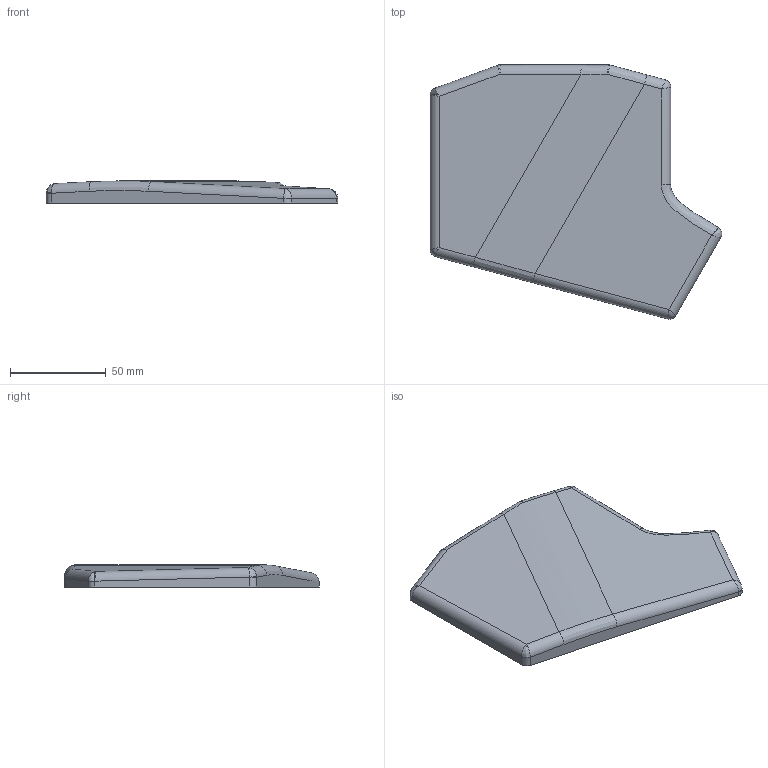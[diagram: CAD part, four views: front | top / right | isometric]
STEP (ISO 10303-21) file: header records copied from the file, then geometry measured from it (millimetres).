
FILE_DESCRIPTION(('HOOPS Exchange Step'),'2;1');
FILE_NAME('temp_export','2023-07-21T16:12:20+09:00',('kimsangyoun'),('Shapr3D Limited'),'HOOPS Exchange 2022.2','Shapr3D','Authorized');
FILE_SCHEMA( ('AUTOMOTIVE_DESIGN { 1 0 10303 214 1 1 1 1 }') );
Length unit declared in the file: millimetre
Products named in the file (1): root
Bounding box: 152.68 x 133.08 x 11.59 mm (x, y, z)
Volume: 152501 mm3; surface area: 34058.5 mm2
Topology: 1 solids, 1 shells, 45 faces, 107 edges, 60 vertices
Faces by surface type: bspline 19, cylinder 16, plane 10
Entity records: 4593 total; most frequent: CARTESIAN_POINT 3596, ORIENTED_EDGE 206, DIRECTION 198, EDGE_CURVE 103, AXIS2_PLACEMENT_3D 79, VERTEX_POINT 60, EDGE_LOOP 45, FACE_BOUND 45
